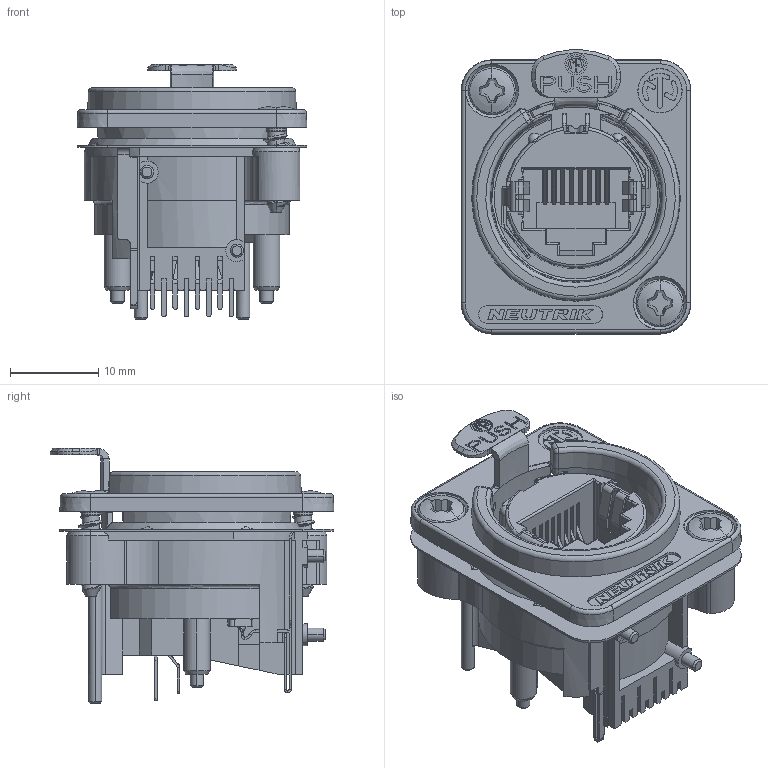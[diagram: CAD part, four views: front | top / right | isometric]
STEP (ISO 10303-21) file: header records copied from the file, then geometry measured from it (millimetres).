
FILE_DESCRIPTION((''),'2;1');
FILE_NAME('NE8FDV_DUMMY_ASM','2019-07-17T15:06:29',('odo'),(''),'CREO PARAMETRIC BY PTC INC, 2018500','CREO PARAMETRIC BY PTC INC, 2018500','');
FILE_SCHEMA(('CONFIG_CONTROL_DESIGN'));
Products named in the file (3): NE8FDV; NE8FD; NE8FDV_DUMMY_ASM
Assembly tree (2 placements, depth 2):
  NE8FDV_DUMMY_ASM
    NE8FDV
    NE8FD
Bounding box: 26 x 32.1 x 28.88 mm (x, y, z)
Volume: 5541.8 mm3; surface area: 9391.3 mm2
Topology: 2 solids, 21 shells, 2356 faces, 6314 edges, 3959 vertices
Faces by surface type: plane 1622, cylinder 448, bspline 126, cone 91, torus 49, sphere 20
Entity records: 81828 total; most frequent: CARTESIAN_POINT 23509, ORIENTED_EDGE 12616, DIRECTION 11458, EDGE_CURVE 6308, VECTOR 4632, LINE 4632, VERTEX_POINT 3959, AXIS2_PLACEMENT_3D 3413
